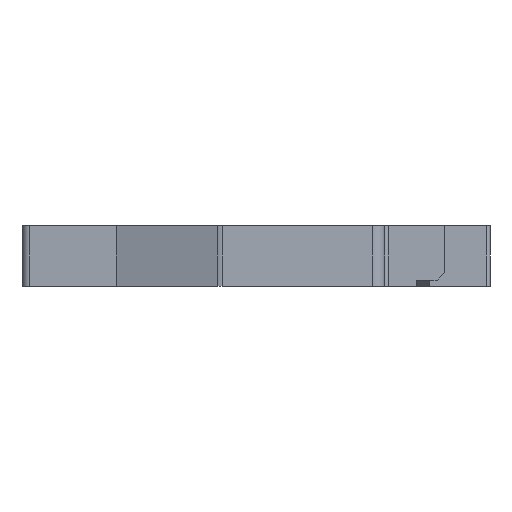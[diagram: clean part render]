
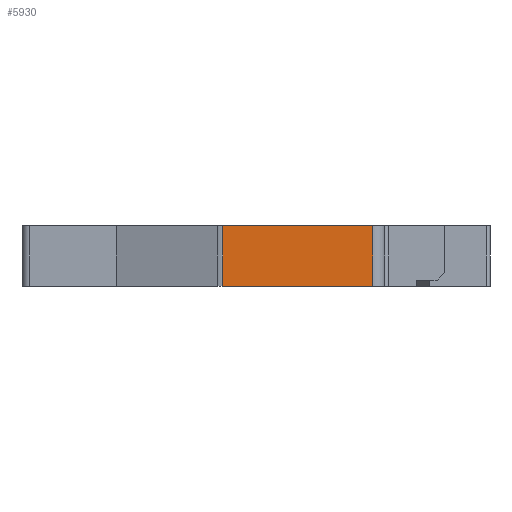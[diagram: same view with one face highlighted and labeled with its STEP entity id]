
A CAD part, left-side view. The second image highlights one B-rep face of the part: STEP entity #5930.
In plain terms, the highlighted planar face has unit normal (-1, 0, 0).
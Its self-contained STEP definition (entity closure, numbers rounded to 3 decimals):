
#2179=DIRECTION('',(0.,0.,1.));
#2180=VECTOR('',#2179,8.);
#2181=CARTESIAN_POINT('',(-34.75,25.91,-8.));
#2182=LINE('',#2181,#2180);
#2186=DIRECTION('',(0.,1.,0.));
#2187=VECTOR('',#2186,19.91);
#2188=CARTESIAN_POINT('',(-34.75,6.,0.));
#2189=LINE('',#2188,#2187);
#2193=DIRECTION('',(0.,-1.,0.));
#2194=VECTOR('',#2193,19.91);
#2195=CARTESIAN_POINT('',(-34.75,25.91,-8.));
#2196=LINE('',#2195,#2194);
#2200=DIRECTION('',(0.,0.,-1.));
#2201=VECTOR('',#2200,8.);
#2202=CARTESIAN_POINT('',(-34.75,6.,0.));
#2203=LINE('',#2202,#2201);
#4163=CARTESIAN_POINT('',(-34.75,25.91,-8.));
#4165=VERTEX_POINT('',#4163);
#4167=CARTESIAN_POINT('',(-34.75,6.,-8.));
#4168=VERTEX_POINT('',#4167);
#4501=CARTESIAN_POINT('',(-34.75,6.,0.));
#4502=VERTEX_POINT('',#4501);
#4503=CARTESIAN_POINT('',(-34.75,25.91,0.));
#4504=VERTEX_POINT('',#4503);
#5918=CARTESIAN_POINT('',(-34.75,16.633,-7.571));
#5919=DIRECTION('',(1.,0.,0.));
#5920=DIRECTION('',(0.,1.,0.));
#5921=AXIS2_PLACEMENT_3D('',#5918,#5919,#5920);
#5922=PLANE('',#5921);
#5923=ORIENTED_EDGE('',*,*,#4885,.F.);
#5925=ORIENTED_EDGE('',*,*,#5924,.T.);
#5926=ORIENTED_EDGE('',*,*,#5034,.F.);
#5927=ORIENTED_EDGE('',*,*,#5905,.T.);
#5928=EDGE_LOOP('',(#5923,#5925,#5926,#5927));
#5929=FACE_OUTER_BOUND('',#5928,.F.);
#4885=EDGE_CURVE('',#4502,#4504,#2189,.T.);
#5034=EDGE_CURVE('',#4165,#4168,#2196,.T.);
#5905=EDGE_CURVE('',#4165,#4504,#2182,.T.);
#5924=EDGE_CURVE('',#4502,#4168,#2203,.T.);
#5930=ADVANCED_FACE('',(#5929),#5922,.F.);
